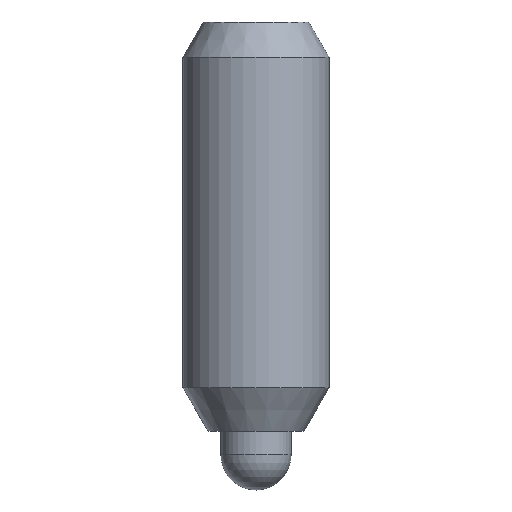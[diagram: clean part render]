
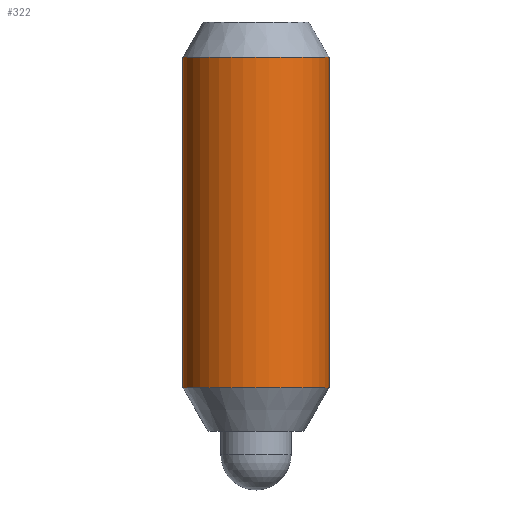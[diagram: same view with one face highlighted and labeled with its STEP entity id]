
A CAD part, front view. The second image highlights one B-rep face of the part: STEP entity #322.
In plain terms, the highlighted cylindrical face has radius 2.5 mm (diameter 5 mm), a partial arc.
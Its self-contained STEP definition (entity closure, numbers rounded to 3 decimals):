
#164=VERTEX_POINT('',#435);
#198=EDGE_CURVE('',#164,#354,#470,.T.);
#216=EDGE_CURVE('',#406,#306,#489,.T.);
#306=VERTEX_POINT('',#590);
#322=ADVANCED_FACE('',(#608),#609,.T.);
#348=EDGE_CURVE('',#306,#354,#639,.T.);
#354=VERTEX_POINT('',#645);
#380=EDGE_CURVE('',#164,#406,#675,.T.);
#406=VERTEX_POINT('',#707);
#435=CARTESIAN_POINT('',(2.5,0.,3.5));
#470=CIRCLE('',#787,2.5);
#489=CIRCLE('',#820,2.5);
#590=CARTESIAN_POINT('',(-2.5,0.,14.8));
#608=FACE_OUTER_BOUND('',#1000,.T.);
#609=CYLINDRICAL_SURFACE('',#1001,2.5);
#639=LINE('',#1039,#1040);
#645=CARTESIAN_POINT('',(-2.5,0.,3.5));
#675=LINE('',#1091,#1092);
#707=CARTESIAN_POINT('',(2.5,0.,14.8));
#787=AXIS2_PLACEMENT_3D('',#1178,#1179,#1180);
#820=AXIS2_PLACEMENT_3D('',#1197,#1198,#1199);
#1000=EDGE_LOOP('',(#1335,#1336,#1337,#1338));
#1001=AXIS2_PLACEMENT_3D('',#1339,#1340,#1341);
#1039=CARTESIAN_POINT('',(-2.5,0.,9.15));
#1040=VECTOR('',#1382,1.0);
#1091=CARTESIAN_POINT('',(2.5,0.,9.15));
#1092=VECTOR('',#1419,1.0);
#1178=CARTESIAN_POINT('',(0.0,0.,3.5));
#1179=DIRECTION('',(-0.0,0.0,-1.0));
#1180=DIRECTION('',(-1.0,0.,0.0));
#1197=CARTESIAN_POINT('',(0.0,0.,14.8));
#1198=DIRECTION('',(-0.0,0.0,-1.0));
#1199=DIRECTION('',(-1.0,0.,0.0));
#1335=ORIENTED_EDGE('',*,*,#348,.T.);
#1336=ORIENTED_EDGE('',*,*,#198,.F.);
#1337=ORIENTED_EDGE('',*,*,#380,.T.);
#1338=ORIENTED_EDGE('',*,*,#216,.T.);
#1339=CARTESIAN_POINT('',(0.0,0.,9.15));
#1340=DIRECTION('',(0.0,-0.0,1.0));
#1341=DIRECTION('',(-1.0,0.,0.0));
#1382=DIRECTION('',(0.0,0.0,-1.0));
#1419=DIRECTION('',(-0.0,-0.0,1.0));
